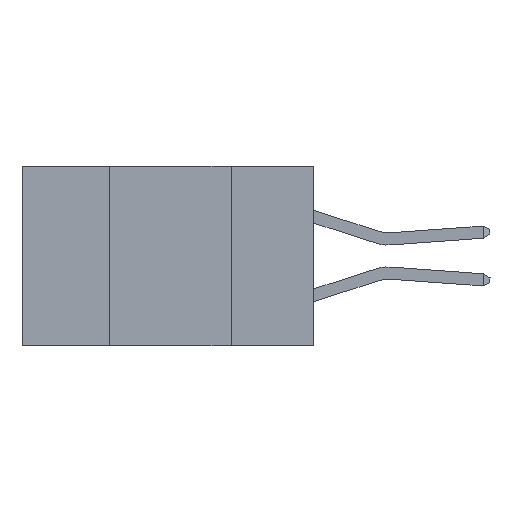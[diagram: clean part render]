
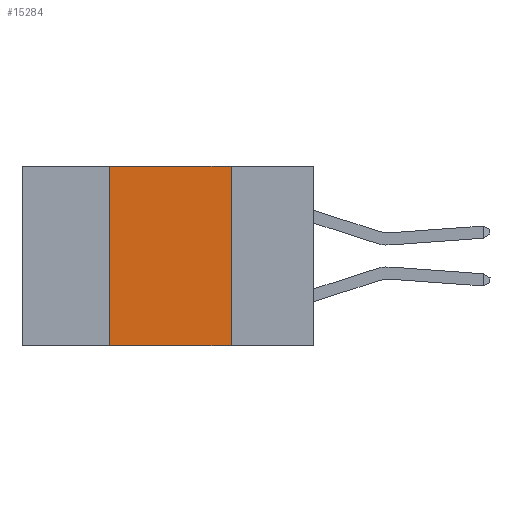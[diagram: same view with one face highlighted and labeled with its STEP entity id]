
A CAD part, left-side view. The second image highlights one B-rep face of the part: STEP entity #15284.
In plain terms, the highlighted planar face has unit normal (-1, 0, 0).
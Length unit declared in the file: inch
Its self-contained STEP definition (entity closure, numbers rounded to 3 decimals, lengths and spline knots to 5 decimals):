
#173 = CARTESIAN_POINT ( 'NONE',  ( 0., 0.42, -0.37 ) ) ;
#504 = EDGE_LOOP ( 'NONE', ( #5021, #15601, #4945, #17321 ) ) ;
#1764 = CARTESIAN_POINT ( 'NONE',  ( 0., 0.6, -0.37 ) ) ;
#2013 = PLANE ( 'NONE',  #12630 ) ;
#2758 = LINE ( 'NONE', #6159, #17815 ) ;
#2981 = VECTOR ( 'NONE', #4830, 39.37008 ) ;
#3262 = CARTESIAN_POINT ( 'NONE',  ( 0., 0.17, 0. ) ) ;
#3317 = DIRECTION ( 'NONE',  ( 0., 0., -1. ) ) ;
#4002 = CARTESIAN_POINT ( 'NONE',  ( 0., 0.17, -0.37 ) ) ;
#4830 = DIRECTION ( 'NONE',  ( 0., -1., 0. ) ) ;
#4922 = FACE_OUTER_BOUND ( 'NONE', #504, .T. ) ;
#4945 = ORIENTED_EDGE ( 'NONE', *, *, #9629, .F. ) ;
#5021 = ORIENTED_EDGE ( 'NONE', *, *, #12986, .F. ) ;
#6159 = CARTESIAN_POINT ( 'NONE',  ( 0., 0.42, 0. ) ) ;
#6703 = VERTEX_POINT ( 'NONE', #8025 ) ;
#7649 = VERTEX_POINT ( 'NONE', #173 ) ;
#7887 = CARTESIAN_POINT ( 'NONE',  ( 0., 0.17, 0. ) ) ;
#8025 = CARTESIAN_POINT ( 'NONE',  ( 0., 0.42, 0. ) ) ;
#8271 = EDGE_CURVE ( 'NONE', #7649, #10528, #13462, .T. ) ;
#8948 = LINE ( 'NONE', #14158, #15804 ) ;
#9259 = LINE ( 'NONE', #3262, #10849 ) ;
#9629 = EDGE_CURVE ( 'NONE', #7649, #6703, #2758, .T. ) ;
#10528 = VERTEX_POINT ( 'NONE', #4002 ) ;
#10558 = DIRECTION ( 'NONE',  ( 1., 0., 0. ) ) ;
#10613 = CARTESIAN_POINT ( 'NONE',  ( 0., 0.6, 0. ) ) ;
#10849 = VECTOR ( 'NONE', #16334, 39.37008 ) ;
#12098 = DIRECTION ( 'NONE',  ( 0., 0., 1. ) ) ;
#12630 = AXIS2_PLACEMENT_3D ( 'NONE', #10613, #10558, #3317 ) ;
#12986 = EDGE_CURVE ( 'NONE', #13906, #10528, #9259, .T. ) ;
#13462 = LINE ( 'NONE', #1764, #2981 ) ;
#13906 = VERTEX_POINT ( 'NONE', #7887 ) ;
#14158 = CARTESIAN_POINT ( 'NONE',  ( 0., 0.6, 0. ) ) ;
#14846 = EDGE_CURVE ( 'NONE', #6703, #13906, #8948, .T. ) ;
#15284 = ADVANCED_FACE ( 'NONE', ( #4922 ), #2013, .F. ) ;
#15601 = ORIENTED_EDGE ( 'NONE', *, *, #14846, .F. ) ;
#15804 = VECTOR ( 'NONE', #16998, 39.37008 ) ;
#16334 = DIRECTION ( 'NONE',  ( 0., 0., -1. ) ) ;
#16998 = DIRECTION ( 'NONE',  ( 0., -1., 0. ) ) ;
#17321 = ORIENTED_EDGE ( 'NONE', *, *, #8271, .T. ) ;
#17815 = VECTOR ( 'NONE', #12098, 39.37008 ) ;
